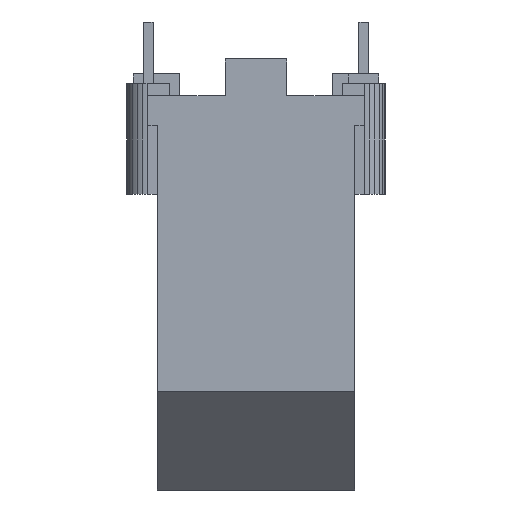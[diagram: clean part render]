
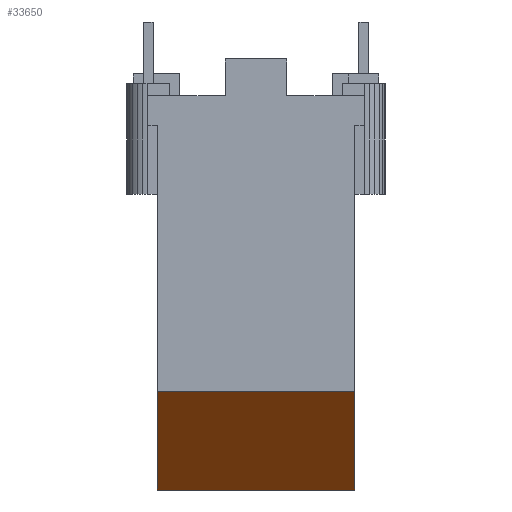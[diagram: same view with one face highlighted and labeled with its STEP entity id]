
A CAD part, front view. The second image highlights one B-rep face of the part: STEP entity #33650.
In plain terms, the highlighted planar face has unit normal (0, -0.707, -0.707).
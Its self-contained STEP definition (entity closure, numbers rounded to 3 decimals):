
#2471 = PLANE('',#2472);
#2472 = AXIS2_PLACEMENT_3D('',#2473,#2474,#2475);
#2473 = CARTESIAN_POINT('',(13.5,24.,0.));
#2474 = DIRECTION('',(1.,0.,0.));
#2475 = DIRECTION('',(0.,0.,1.));
#12451 = PLANE('',#12452);
#12452 = AXIS2_PLACEMENT_3D('',#12453,#12454,#12455);
#12453 = CARTESIAN_POINT('',(-2.5,0.,8.));
#12454 = DIRECTION('',(0.,-1.,0.));
#12455 = DIRECTION('',(0.,0.,-1.));
#12766 = PLANE('',#12767);
#12767 = AXIS2_PLACEMENT_3D('',#12768,#12769,#12770);
#12768 = CARTESIAN_POINT('',(-2.5,31.491,29.6));
#12769 = DIRECTION('',(-1.,0.,0.));
#12770 = DIRECTION('',(0.,0.,-1.));
#27688 = VERTEX_POINT('',#27689);
#27689 = CARTESIAN_POINT('',(-2.5,8.,0.));
#27703 = PLANE('',#27704);
#27704 = AXIS2_PLACEMENT_3D('',#27705,#27706,#27707);
#27705 = CARTESIAN_POINT('',(-2.5,8.,0.));
#27706 = DIRECTION('',(0.,0.,-1.));
#27707 = DIRECTION('',(-1.,0.,0.));
#27715 = EDGE_CURVE('',#27716,#27688,#27718,.T.);
#27716 = VERTEX_POINT('',#27717);
#27717 = CARTESIAN_POINT('',(-2.5,0.,8.));
#27718 = SURFACE_CURVE('',#27719,(#27723,#27730),.PCURVE_S1.);
#27719 = LINE('',#27720,#27721);
#27720 = CARTESIAN_POINT('',(-2.5,0.,8.));
#27721 = VECTOR('',#27722,1.);
#27722 = DIRECTION('',(0.,0.707,-0.707));
#27723 = PCURVE('',#12766,#27724);
#27724 = DEFINITIONAL_REPRESENTATION('',(#27725),#27729);
#27725 = LINE('',#27726,#27727);
#27726 = CARTESIAN_POINT('',(21.6,31.491));
#27727 = VECTOR('',#27728,1.);
#27728 = DIRECTION('',(0.707,-0.707));
#27729 = ( GEOMETRIC_REPRESENTATION_CONTEXT(2) 
PARAMETRIC_REPRESENTATION_CONTEXT() REPRESENTATION_CONTEXT('2D SPACE',''
  ) );
#27730 = PCURVE('',#27731,#27736);
#27731 = PLANE('',#27732);
#27732 = AXIS2_PLACEMENT_3D('',#27733,#27734,#27735);
#27733 = CARTESIAN_POINT('',(-2.5,0.,8.));
#27734 = DIRECTION('',(0.,-0.707,
    -0.707));
#27735 = DIRECTION('',(0.,0.707,-0.707));
#27736 = DEFINITIONAL_REPRESENTATION('',(#27737),#27741);
#27737 = LINE('',#27738,#27739);
#27738 = CARTESIAN_POINT('',(0.,0.));
#27739 = VECTOR('',#27740,1.);
#27740 = DIRECTION('',(1.,0.));
#27741 = ( GEOMETRIC_REPRESENTATION_CONTEXT(2) 
PARAMETRIC_REPRESENTATION_CONTEXT() REPRESENTATION_CONTEXT('2D SPACE',''
  ) );
#33650 = ADVANCED_FACE('',(#33651),#27731,.T.);
#33651 = FACE_BOUND('',#33652,.T.);
#33652 = EDGE_LOOP('',(#33653,#33654,#33677,#33700));
#33653 = ORIENTED_EDGE('',*,*,#27715,.T.);
#33654 = ORIENTED_EDGE('',*,*,#33655,.F.);
#33655 = EDGE_CURVE('',#33656,#27688,#33658,.T.);
#33656 = VERTEX_POINT('',#33657);
#33657 = CARTESIAN_POINT('',(13.5,8.,0.));
#33658 = SURFACE_CURVE('',#33659,(#33663,#33670),.PCURVE_S1.);
#33659 = LINE('',#33660,#33661);
#33660 = CARTESIAN_POINT('',(13.5,8.,0.));
#33661 = VECTOR('',#33662,1.);
#33662 = DIRECTION('',(-1.,0.,0.));
#33663 = PCURVE('',#27731,#33664);
#33664 = DEFINITIONAL_REPRESENTATION('',(#33665),#33669);
#33665 = LINE('',#33666,#33667);
#33666 = CARTESIAN_POINT('',(11.314,16.));
#33667 = VECTOR('',#33668,1.);
#33668 = DIRECTION('',(0.,-1.));
#33669 = ( GEOMETRIC_REPRESENTATION_CONTEXT(2) 
PARAMETRIC_REPRESENTATION_CONTEXT() REPRESENTATION_CONTEXT('2D SPACE',''
  ) );
#33670 = PCURVE('',#27703,#33671);
#33671 = DEFINITIONAL_REPRESENTATION('',(#33672),#33676);
#33672 = LINE('',#33673,#33674);
#33673 = CARTESIAN_POINT('',(-16.,0.));
#33674 = VECTOR('',#33675,1.);
#33675 = DIRECTION('',(1.,0.));
#33676 = ( GEOMETRIC_REPRESENTATION_CONTEXT(2) 
PARAMETRIC_REPRESENTATION_CONTEXT() REPRESENTATION_CONTEXT('2D SPACE',''
  ) );
#33677 = ORIENTED_EDGE('',*,*,#33678,.T.);
#33678 = EDGE_CURVE('',#33656,#33679,#33681,.T.);
#33679 = VERTEX_POINT('',#33680);
#33680 = CARTESIAN_POINT('',(13.5,0.,8.));
#33681 = SURFACE_CURVE('',#33682,(#33686,#33693),.PCURVE_S1.);
#33682 = LINE('',#33683,#33684);
#33683 = CARTESIAN_POINT('',(13.5,8.,0.));
#33684 = VECTOR('',#33685,1.);
#33685 = DIRECTION('',(0.,-0.707,0.707));
#33686 = PCURVE('',#27731,#33687);
#33687 = DEFINITIONAL_REPRESENTATION('',(#33688),#33692);
#33688 = LINE('',#33689,#33690);
#33689 = CARTESIAN_POINT('',(11.314,16.));
#33690 = VECTOR('',#33691,1.);
#33691 = DIRECTION('',(-1.,0.));
#33692 = ( GEOMETRIC_REPRESENTATION_CONTEXT(2) 
PARAMETRIC_REPRESENTATION_CONTEXT() REPRESENTATION_CONTEXT('2D SPACE',''
  ) );
#33693 = PCURVE('',#2471,#33694);
#33694 = DEFINITIONAL_REPRESENTATION('',(#33695),#33699);
#33695 = LINE('',#33696,#33697);
#33696 = CARTESIAN_POINT('',(0.,16.));
#33697 = VECTOR('',#33698,1.);
#33698 = DIRECTION('',(0.707,0.707));
#33699 = ( GEOMETRIC_REPRESENTATION_CONTEXT(2) 
PARAMETRIC_REPRESENTATION_CONTEXT() REPRESENTATION_CONTEXT('2D SPACE',''
  ) );
#33700 = ORIENTED_EDGE('',*,*,#33701,.F.);
#33701 = EDGE_CURVE('',#27716,#33679,#33702,.T.);
#33702 = SURFACE_CURVE('',#33703,(#33707,#33714),.PCURVE_S1.);
#33703 = LINE('',#33704,#33705);
#33704 = CARTESIAN_POINT('',(-2.5,0.,8.));
#33705 = VECTOR('',#33706,1.);
#33706 = DIRECTION('',(1.,0.,0.));
#33707 = PCURVE('',#27731,#33708);
#33708 = DEFINITIONAL_REPRESENTATION('',(#33709),#33713);
#33709 = LINE('',#33710,#33711);
#33710 = CARTESIAN_POINT('',(0.,0.));
#33711 = VECTOR('',#33712,1.);
#33712 = DIRECTION('',(0.,1.));
#33713 = ( GEOMETRIC_REPRESENTATION_CONTEXT(2) 
PARAMETRIC_REPRESENTATION_CONTEXT() REPRESENTATION_CONTEXT('2D SPACE',''
  ) );
#33714 = PCURVE('',#12451,#33715);
#33715 = DEFINITIONAL_REPRESENTATION('',(#33716),#33720);
#33716 = LINE('',#33717,#33718);
#33717 = CARTESIAN_POINT('',(0.,0.));
#33718 = VECTOR('',#33719,1.);
#33719 = DIRECTION('',(0.,1.));
#33720 = ( GEOMETRIC_REPRESENTATION_CONTEXT(2) 
PARAMETRIC_REPRESENTATION_CONTEXT() REPRESENTATION_CONTEXT('2D SPACE',''
  ) );
